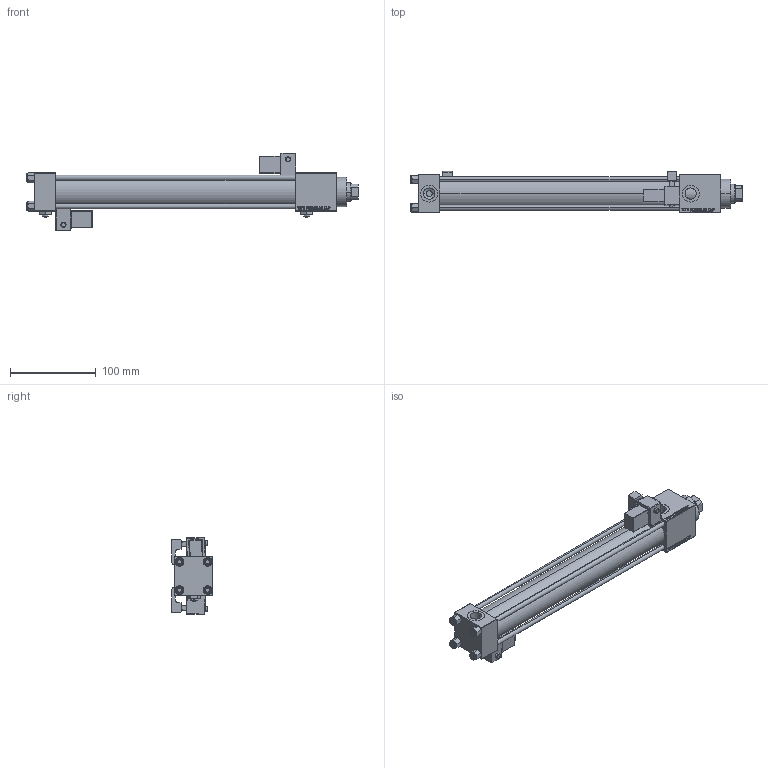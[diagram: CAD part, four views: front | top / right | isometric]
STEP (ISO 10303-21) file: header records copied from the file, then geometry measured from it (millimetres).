
FILE_DESCRIPTION (( 'STEP AP203' ), '1' );
FILE_NAME ('86e3.STEP', '2022-09-14T00:14:36', ( '' ), ( '' ), 'SwSTEP 2.0', 'SolidWorks 2019', '' );
FILE_SCHEMA (( 'CONFIG_CONTROL_DESIGN' ));
Length unit declared in the file: millimetre
Products named in the file (10): 86e3; NUT_M5_C f586033727683ca493359f870b72f97d; DFA f586033727683ca493359f870b72f97d; V215CR_MSU f586033727683ca493359f870b72f97d; V215_VC_A f586033727683ca493359f870b72f97d; FEMALE_PART_FOR_DFA f586033727683ca493359f870b72f97d; V215CR_C_Body f586033727683ca493359f870b72f97d; V215CR_C_TYCINKA f586033727683ca493359f870b72f97d; V215CR_VCP_C f586033727683ca493359f870b72f97d; Zatka_pro_OIL_PORT f586033727683ca493359f870b72f97d
Assembly tree (17 placements, depth 3):
  86e3
    V215CR_C_Body f586033727683ca493359f870b72f97d
    V215CR_VCP_C f586033727683ca493359f870b72f97d
    NUT_M5_C f586033727683ca493359f870b72f97d  x4
    V215CR_C_TYCINKA f586033727683ca493359f870b72f97d  x4
    V215_VC_A f586033727683ca493359f870b72f97d
    DFA f586033727683ca493359f870b72f97d
      FEMALE_PART_FOR_DFA f586033727683ca493359f870b72f97d
    V215CR_MSU f586033727683ca493359f870b72f97d  x2
    Zatka_pro_OIL_PORT f586033727683ca493359f870b72f97d  x2
Bounding box: 388 x 48.72 x 90.31 mm (x, y, z)
Volume: 447921.4 mm3; surface area: 173651.9 mm2
Topology: 16 solids, 16 shells, 1445 faces, 3564 edges, 2257 vertices
Faces by surface type: plane 648, bspline 392, cone 190, cylinder 171, sphere 24, torus 20
Entity records: 55778 total; most frequent: CARTESIAN_POINT 28275, ORIENTED_EDGE 6034, DIRECTION 4151, EDGE_CURVE 3017, VERTEX_POINT 1955, LINE 1787, VECTOR 1787, EDGE_LOOP 1344
